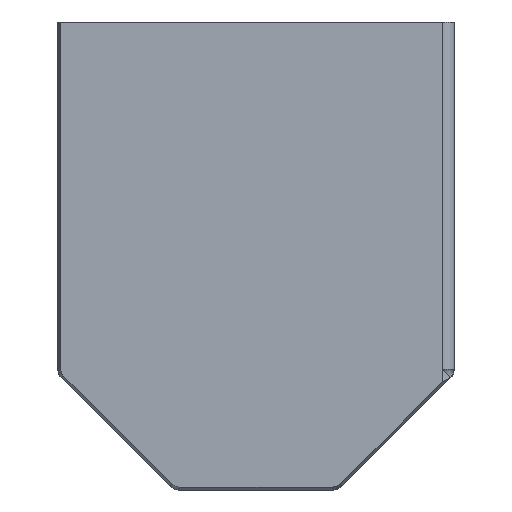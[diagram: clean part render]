
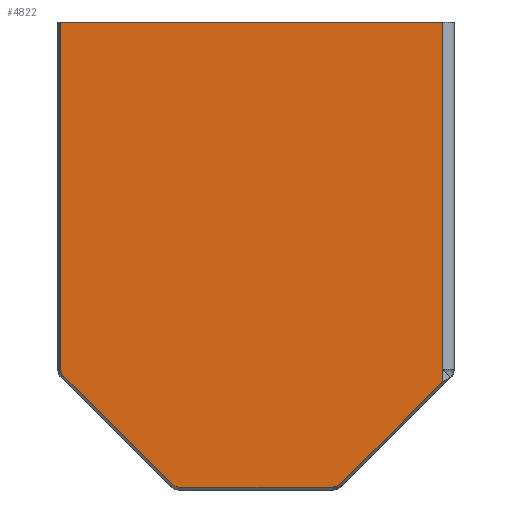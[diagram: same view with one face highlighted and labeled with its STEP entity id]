
A CAD part, left-side view. The second image highlights one B-rep face of the part: STEP entity #4822.
In plain terms, the highlighted planar face has unit normal (-1, 0, 0).
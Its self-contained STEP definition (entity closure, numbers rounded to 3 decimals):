
#260=LINE('',#7172,#674);
#277=LINE('',#7210,#691);
#301=LINE('',#7300,#715);
#323=LINE('',#7447,#737);
#331=LINE('',#7497,#745);
#339=LINE('',#7512,#753);
#340=LINE('',#7513,#754);
#674=VECTOR('',#5873,10.);
#691=VECTOR('',#5912,10.);
#715=VECTOR('',#5968,10.);
#737=VECTOR('',#6024,10.);
#745=VECTOR('',#6050,10.);
#753=VECTOR('',#6066,10.);
#754=VECTOR('',#6067,10.);
#1168=FACE_OUTER_BOUND('',#1472,.T.);
#1472=EDGE_LOOP('',(#3393,#3394,#3395,#3396,#3397,#3398,#3399,#3400,#3401,
#3402));
#1733=CIRCLE('',#5194,4.);
#1736=CIRCLE('',#5205,4.);
#1737=CIRCLE('',#5208,4.);
#1954=VERTEX_POINT('',#7162);
#1955=VERTEX_POINT('',#7164);
#1957=VERTEX_POINT('',#7170);
#1965=VERTEX_POINT('',#7202);
#1966=VERTEX_POINT('',#7203);
#1967=VERTEX_POINT('',#7208);
#1968=VERTEX_POINT('',#7212);
#1987=VERTEX_POINT('',#7298);
#1998=VERTEX_POINT('',#7444);
#1999=VERTEX_POINT('',#7446);
#2400=EDGE_CURVE('',#1954,#1955,#1733,.T.);
#2404=EDGE_CURVE('',#1957,#1954,#260,.T.);
#2420=EDGE_CURVE('',#1965,#1966,#1736,.T.);
#2424=EDGE_CURVE('',#1965,#1967,#277,.T.);
#2426=EDGE_CURVE('',#1968,#1957,#1737,.T.);
#2455=EDGE_CURVE('',#1987,#1967,#301,.T.);
#2486=EDGE_CURVE('',#1999,#1998,#323,.T.);
#2498=EDGE_CURVE('',#1966,#1968,#331,.T.);
#2506=EDGE_CURVE('',#1999,#1987,#339,.T.);
#2507=EDGE_CURVE('',#1998,#1955,#340,.T.);
#3393=ORIENTED_EDGE('',*,*,#2400,.F.);
#3394=ORIENTED_EDGE('',*,*,#2404,.F.);
#3395=ORIENTED_EDGE('',*,*,#2426,.F.);
#3396=ORIENTED_EDGE('',*,*,#2498,.F.);
#3397=ORIENTED_EDGE('',*,*,#2420,.F.);
#3398=ORIENTED_EDGE('',*,*,#2424,.T.);
#3399=ORIENTED_EDGE('',*,*,#2455,.F.);
#3400=ORIENTED_EDGE('',*,*,#2506,.F.);
#3401=ORIENTED_EDGE('',*,*,#2486,.T.);
#3402=ORIENTED_EDGE('',*,*,#2507,.T.);
#4269=PLANE('',#5252);
#4822=ADVANCED_FACE('',(#1168),#4269,.T.);
#5194=AXIS2_PLACEMENT_3D('',#7165,#5866,#5867);
#5205=AXIS2_PLACEMENT_3D('',#7204,#5905,#5906);
#5208=AXIS2_PLACEMENT_3D('',#7214,#5916,#5917);
#5252=AXIS2_PLACEMENT_3D('',#7511,#6064,#6065);
#5866=DIRECTION('center_axis',(1.,0.,0.));
#5867=DIRECTION('ref_axis',(0.,0.924,-0.383));
#5873=DIRECTION('',(0.,0.707,0.707));
#5905=DIRECTION('center_axis',(1.,0.,0.));
#5906=DIRECTION('ref_axis',(0.,-0.383,-0.924));
#5912=DIRECTION('',(0.,-0.707,0.707));
#5916=DIRECTION('center_axis',(1.,0.,0.));
#5917=DIRECTION('ref_axis',(0.,0.383,-0.924));
#5968=DIRECTION('',(0.,0.,-1.));
#6024=DIRECTION('',(0.,1.,0.));
#6050=DIRECTION('',(0.,1.,0.));
#6064=DIRECTION('center_axis',(-1.,0.,0.));
#6065=DIRECTION('ref_axis',(0.,-1.,0.));
#6066=DIRECTION('',(0.,0.,-1.));
#6067=DIRECTION('',(0.,0.,-1.));
#7162=CARTESIAN_POINT('',(-308.,63.828,-28.586));
#7164=CARTESIAN_POINT('',(-308.,65.,-25.757));
#7165=CARTESIAN_POINT('Origin',(-308.,61.,-25.757));
#7170=CARTESIAN_POINT('',(-308.,27.586,-64.828));
#7172=CARTESIAN_POINT('',(-308.,65.,-27.414));
#7202=CARTESIAN_POINT('',(-308.,-29.586,-64.828));
#7203=CARTESIAN_POINT('',(-308.,-26.757,-66.));
#7204=CARTESIAN_POINT('Origin',(-308.,-26.757,-62.));
#7208=CARTESIAN_POINT('',(-308.,-64.,-30.414));
#7210=CARTESIAN_POINT('',(-308.,-64.,-30.414));
#7212=CARTESIAN_POINT('',(-308.,24.757,-66.));
#7214=CARTESIAN_POINT('Origin',(-308.,24.757,-62.));
#7298=CARTESIAN_POINT('',(-308.,-64.,-26.172));
#7300=CARTESIAN_POINT('',(-308.,-64.,-739.272));
#7444=CARTESIAN_POINT('',(-308.,65.,91.));
#7446=CARTESIAN_POINT('',(-308.,-64.,91.));
#7447=CARTESIAN_POINT('',(-308.,66.,91.));
#7497=CARTESIAN_POINT('',(-308.,-64.,-66.));
#7511=CARTESIAN_POINT('Origin',(-308.,198.476,196.476));
#7512=CARTESIAN_POINT('',(-308.,-64.,-26.172));
#7513=CARTESIAN_POINT('',(-308.,65.,676.217));
